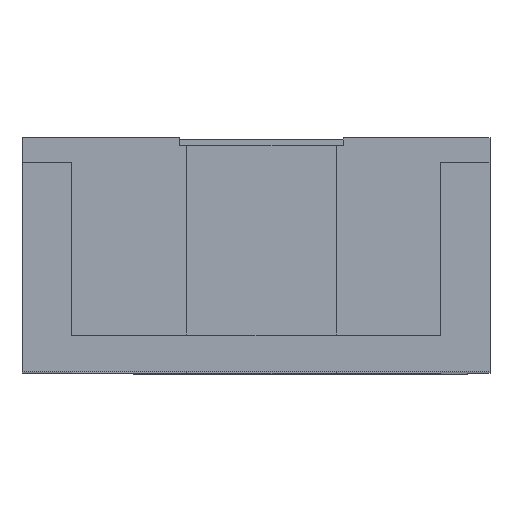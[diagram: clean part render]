
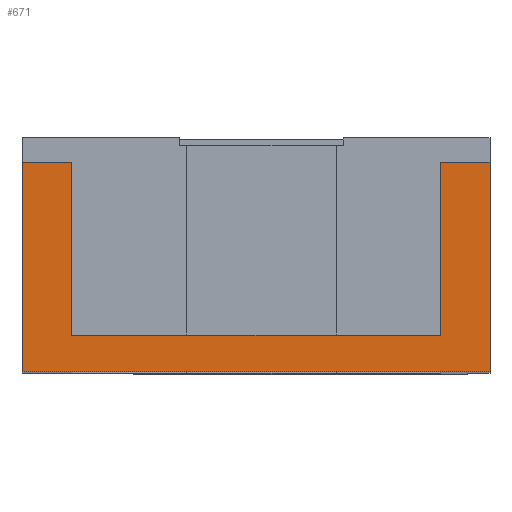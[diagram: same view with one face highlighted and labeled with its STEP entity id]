
A CAD part, top view. The second image highlights one B-rep face of the part: STEP entity #671.
In plain terms, the highlighted planar face has unit normal (0, 0, 1).
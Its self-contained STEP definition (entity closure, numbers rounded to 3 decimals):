
#46=FACE_OUTER_BOUND('',#81,.T.);
#81=EDGE_LOOP('',(#574,#575,#576,#577,#578,#579,#580,#581));
#138=LINE('',#1006,#229);
#162=LINE('',#1052,#253);
#166=LINE('',#1059,#257);
#169=LINE('',#1065,#260);
#170=LINE('',#1068,#261);
#173=LINE('',#1073,#264);
#174=LINE('',#1074,#265);
#175=LINE('',#1075,#266);
#229=VECTOR('',#817,10.);
#253=VECTOR('',#857,10.);
#257=VECTOR('',#863,10.);
#260=VECTOR('',#868,10.);
#261=VECTOR('',#871,10.);
#264=VECTOR('',#876,10.);
#265=VECTOR('',#877,10.);
#266=VECTOR('',#878,10.);
#312=VERTEX_POINT('',#1003);
#313=VERTEX_POINT('',#1005);
#326=VERTEX_POINT('',#1049);
#327=VERTEX_POINT('',#1051);
#328=VERTEX_POINT('',#1055);
#329=VERTEX_POINT('',#1057);
#331=VERTEX_POINT('',#1063);
#332=VERTEX_POINT('',#1067);
#386=EDGE_CURVE('',#312,#313,#138,.T.);
#410=EDGE_CURVE('',#327,#326,#162,.T.);
#414=EDGE_CURVE('',#328,#329,#166,.T.);
#417=EDGE_CURVE('',#329,#331,#169,.T.);
#418=EDGE_CURVE('',#332,#327,#170,.T.);
#421=EDGE_CURVE('',#331,#332,#173,.T.);
#422=EDGE_CURVE('',#326,#313,#174,.T.);
#423=EDGE_CURVE('',#328,#312,#175,.T.);
#574=ORIENTED_EDGE('',*,*,#414,.T.);
#575=ORIENTED_EDGE('',*,*,#417,.T.);
#576=ORIENTED_EDGE('',*,*,#421,.T.);
#577=ORIENTED_EDGE('',*,*,#418,.T.);
#578=ORIENTED_EDGE('',*,*,#410,.T.);
#579=ORIENTED_EDGE('',*,*,#422,.T.);
#580=ORIENTED_EDGE('',*,*,#386,.F.);
#581=ORIENTED_EDGE('',*,*,#423,.F.);
#639=PLANE('',#726);
#671=ADVANCED_FACE('',(#46),#639,.T.);
#726=AXIS2_PLACEMENT_3D('',#1072,#874,#875);
#817=DIRECTION('',(-1.,0.,0.));
#857=DIRECTION('',(-1.,0.,0.));
#863=DIRECTION('',(-1.,0.,0.));
#868=DIRECTION('',(0.,-1.,0.));
#871=DIRECTION('',(0.,1.,0.));
#874=DIRECTION('center_axis',(0.,0.,1.));
#875=DIRECTION('ref_axis',(-1.,0.,0.));
#876=DIRECTION('',(-1.,0.,0.));
#877=DIRECTION('',(0.,-1.,0.));
#878=DIRECTION('',(0.,-1.,0.));
#1003=CARTESIAN_POINT('',(23.5,0.,85.25));
#1005=CARTESIAN_POINT('',(-23.5,0.,85.25));
#1006=CARTESIAN_POINT('',(11.75,0.,85.25));
#1049=CARTESIAN_POINT('',(-23.5,21.,85.25));
#1051=CARTESIAN_POINT('',(-18.5,21.,85.25));
#1052=CARTESIAN_POINT('',(11.542,21.,85.25));
#1055=CARTESIAN_POINT('',(23.5,21.,85.25));
#1057=CARTESIAN_POINT('',(18.5,21.,85.25));
#1059=CARTESIAN_POINT('',(11.542,21.,85.25));
#1063=CARTESIAN_POINT('',(18.5,3.625,85.25));
#1065=CARTESIAN_POINT('',(18.5,13.625,85.25));
#1067=CARTESIAN_POINT('',(-18.5,3.625,85.25));
#1068=CARTESIAN_POINT('',(-18.5,13.625,85.25));
#1072=CARTESIAN_POINT('Origin',(23.5,23.625,85.25));
#1073=CARTESIAN_POINT('',(11.75,3.625,85.25));
#1074=CARTESIAN_POINT('',(-23.5,23.625,85.25));
#1075=CARTESIAN_POINT('',(23.5,23.625,85.25));
